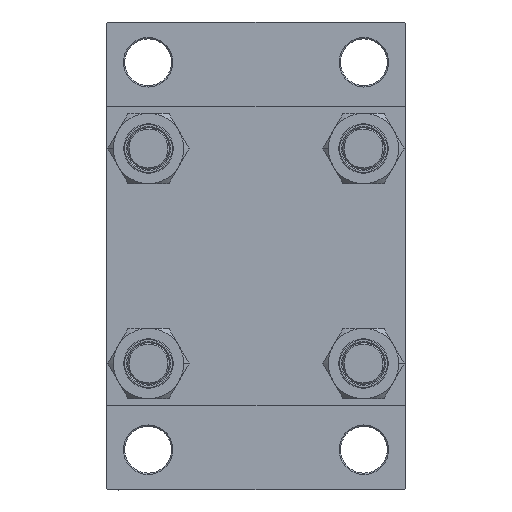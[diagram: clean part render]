
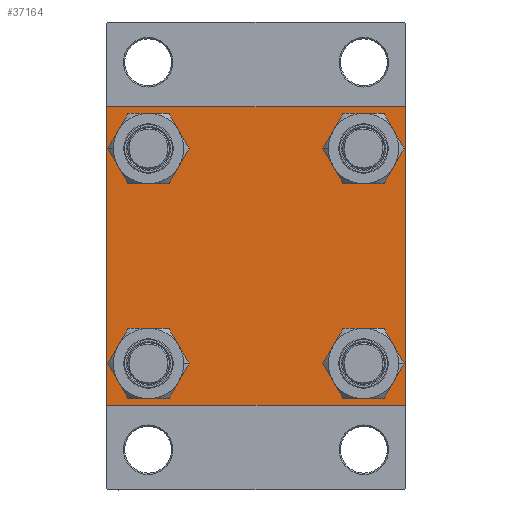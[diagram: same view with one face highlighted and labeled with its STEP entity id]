
A CAD part, left-side view. The second image highlights one B-rep face of the part: STEP entity #37164.
In plain terms, the highlighted planar face has unit normal (-1, 0, 0).
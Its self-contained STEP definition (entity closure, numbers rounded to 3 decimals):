
#748 = CARTESIAN_POINT ( 'NONE',  ( 0., 57.25, -57.25 ) ) ;
#1143 = DIRECTION ( 'NONE',  ( 0., -1., 0. ) ) ;
#1932 = AXIS2_PLACEMENT_3D ( 'NONE', #22949, #34054, #4381 ) ;
#2320 = VECTOR ( 'NONE', #4751, 1000. ) ;
#2414 = VERTEX_POINT ( 'NONE', #13931 ) ;
#2759 = CARTESIAN_POINT ( 'NONE',  ( 0., -41.35, 49.85 ) ) ;
#2809 = VECTOR ( 'NONE', #22202, 1000. ) ;
#2813 = DIRECTION ( 'NONE',  ( 1., 0., 0. ) ) ;
#4381 = DIRECTION ( 'NONE',  ( 0., 0., 1. ) ) ;
#4523 = AXIS2_PLACEMENT_3D ( 'NONE', #32969, #14393, #11248 ) ;
#4751 = DIRECTION ( 'NONE',  ( 0., 0., -1. ) ) ;
#5803 = VERTEX_POINT ( 'NONE', #25993 ) ;
#6883 = CARTESIAN_POINT ( 'NONE',  ( 0., -57.5, -57. ) ) ;
#7143 = VERTEX_POINT ( 'NONE', #2759 ) ;
#7156 = FACE_OUTER_BOUND ( 'NONE', #21006, .T. ) ;
#7889 = CARTESIAN_POINT ( 'NONE',  ( 0., 57., 57.5 ) ) ;
#9337 = DIRECTION ( 'NONE',  ( 0., 0.707, -0.707 ) ) ;
#9570 = EDGE_CURVE ( 'NONE', #30428, #25592, #39187, .T. ) ;
#9617 = CARTESIAN_POINT ( 'NONE',  ( 0., 41.35, -32.85 ) ) ;
#9749 = CARTESIAN_POINT ( 'NONE',  ( 0., 41.35, -49.85 ) ) ;
#10165 = DIRECTION ( 'NONE',  ( 0., 0., -1. ) ) ;
#10290 = AXIS2_PLACEMENT_3D ( 'NONE', #35842, #2813, #43526 ) ;
#11054 = AXIS2_PLACEMENT_3D ( 'NONE', #43531, #14622, #33188 ) ;
#11135 = VERTEX_POINT ( 'NONE', #9749 ) ;
#11163 = DIRECTION ( 'NONE',  ( 0., -0.707, 0.707 ) ) ;
#11248 = DIRECTION ( 'NONE',  ( 0., 0., 1. ) ) ;
#11808 = EDGE_CURVE ( 'NONE', #33358, #11135, #39251, .T. ) ;
#12194 = DIRECTION ( 'NONE',  ( 1., 0., 0. ) ) ;
#12204 = ORIENTED_EDGE ( 'NONE', *, *, #22144, .T. ) ;
#13053 = VERTEX_POINT ( 'NONE', #44713 ) ;
#13132 = EDGE_LOOP ( 'NONE', ( #25251, #37558 ) ) ;
#13367 = ORIENTED_EDGE ( 'NONE', *, *, #46941, .F. ) ;
#13608 = ORIENTED_EDGE ( 'NONE', *, *, #27769, .T. ) ;
#13683 = CARTESIAN_POINT ( 'NONE',  ( 0., 41.35, 49.85 ) ) ;
#13931 = CARTESIAN_POINT ( 'NONE',  ( 0., -41.35, -32.85 ) ) ;
#14030 = EDGE_CURVE ( 'NONE', #7143, #13053, #20743, .T. ) ;
#14304 = ORIENTED_EDGE ( 'NONE', *, *, #22950, .F. ) ;
#14393 = DIRECTION ( 'NONE',  ( -1., 0., 0. ) ) ;
#14408 = CARTESIAN_POINT ( 'NONE',  ( 0., 57.5, -57.5 ) ) ;
#14522 = ORIENTED_EDGE ( 'NONE', *, *, #32948, .T. ) ;
#14622 = DIRECTION ( 'NONE',  ( 1., 0., 0. ) ) ;
#14640 = PLANE ( 'NONE',  #4523 ) ;
#15206 = DIRECTION ( 'NONE',  ( 0., 0., 1. ) ) ;
#16205 = LINE ( 'NONE', #38377, #18185 ) ;
#16572 = LINE ( 'NONE', #42362, #29834 ) ;
#16723 = EDGE_LOOP ( 'NONE', ( #44007, #37440 ) ) ;
#18185 = VECTOR ( 'NONE', #45612, 1000. ) ;
#18706 = VECTOR ( 'NONE', #1143, 1000. ) ;
#18748 = LINE ( 'NONE', #44052, #2320 ) ;
#18779 = CIRCLE ( 'NONE', #11054, 8.5 ) ;
#18836 = VERTEX_POINT ( 'NONE', #39186 ) ;
#19295 = VERTEX_POINT ( 'NONE', #20459 ) ;
#19666 = CARTESIAN_POINT ( 'NONE',  ( 0., 41.35, -41.35 ) ) ;
#20295 = AXIS2_PLACEMENT_3D ( 'NONE', #26704, #34663, #37557 ) ;
#20459 = CARTESIAN_POINT ( 'NONE',  ( 0., -57., 57.5 ) ) ;
#20587 = VERTEX_POINT ( 'NONE', #41168 ) ;
#20676 = EDGE_CURVE ( 'NONE', #11135, #33358, #24917, .T. ) ;
#20743 = CIRCLE ( 'NONE', #39219, 8.5 ) ;
#20957 = LINE ( 'NONE', #14408, #37595 ) ;
#21006 = EDGE_LOOP ( 'NONE', ( #27554, #45877, #14522, #13608, #14304, #21322, #13367, #21318 ) ) ;
#21016 = CIRCLE ( 'NONE', #33331, 8.5 ) ;
#21318 = ORIENTED_EDGE ( 'NONE', *, *, #33647, .T. ) ;
#21322 = ORIENTED_EDGE ( 'NONE', *, *, #27189, .T. ) ;
#21738 = LINE ( 'NONE', #47514, #47294 ) ;
#21825 = EDGE_CURVE ( 'NONE', #18836, #2414, #26494, .T. ) ;
#21891 = DIRECTION ( 'NONE',  ( 0., 0., 1. ) ) ;
#22144 = EDGE_CURVE ( 'NONE', #13053, #7143, #18779, .T. ) ;
#22202 = DIRECTION ( 'NONE',  ( 0., -0.707, -0.707 ) ) ;
#22377 = CARTESIAN_POINT ( 'NONE',  ( 0., 41.35, 41.35 ) ) ;
#22919 = CARTESIAN_POINT ( 'NONE',  ( 0., 41.35, 41.35 ) ) ;
#22949 = CARTESIAN_POINT ( 'NONE',  ( 0., -41.35, -41.35 ) ) ;
#22950 = EDGE_CURVE ( 'NONE', #35729, #46222, #21738, .T. ) ;
#23564 = LINE ( 'NONE', #45254, #18706 ) ;
#23569 = VECTOR ( 'NONE', #11163, 1000. ) ;
#24814 = DIRECTION ( 'NONE',  ( 0., -1., 0. ) ) ;
#24917 = CIRCLE ( 'NONE', #20295, 8.5 ) ;
#25251 = ORIENTED_EDGE ( 'NONE', *, *, #25326, .T. ) ;
#25326 = EDGE_CURVE ( 'NONE', #2414, #18836, #43500, .T. ) ;
#25592 = VERTEX_POINT ( 'NONE', #33031 ) ;
#25993 = CARTESIAN_POINT ( 'NONE',  ( 0., 57.5, 57. ) ) ;
#26311 = LINE ( 'NONE', #748, #2809 ) ;
#26442 = DIRECTION ( 'NONE',  ( 0., 0., 1. ) ) ;
#26494 = CIRCLE ( 'NONE', #10290, 8.5 ) ;
#26704 = CARTESIAN_POINT ( 'NONE',  ( 0., 41.35, -41.35 ) ) ;
#26746 = DIRECTION ( 'NONE',  ( 1., 0., 0. ) ) ;
#27189 = EDGE_CURVE ( 'NONE', #35729, #19295, #16205, .T. ) ;
#27554 = ORIENTED_EDGE ( 'NONE', *, *, #40556, .T. ) ;
#27769 = EDGE_CURVE ( 'NONE', #20587, #46222, #44437, .T. ) ;
#28058 = EDGE_CURVE ( 'NONE', #33393, #33811, #26311, .T. ) ;
#28426 = AXIS2_PLACEMENT_3D ( 'NONE', #22919, #33775, #15206 ) ;
#29834 = VECTOR ( 'NONE', #9337, 1000. ) ;
#30062 = CARTESIAN_POINT ( 'NONE',  ( 0., 57., -57.5 ) ) ;
#30428 = VERTEX_POINT ( 'NONE', #13683 ) ;
#30611 = DIRECTION ( 'NONE',  ( 0., 0., 1. ) ) ;
#31690 = ORIENTED_EDGE ( 'NONE', *, *, #14030, .T. ) ;
#31700 = ORIENTED_EDGE ( 'NONE', *, *, #46879, .T. ) ;
#32948 = EDGE_CURVE ( 'NONE', #33811, #20587, #20957, .T. ) ;
#32966 = EDGE_LOOP ( 'NONE', ( #47117, #31700 ) ) ;
#32969 = CARTESIAN_POINT ( 'NONE',  ( 0., 0., 0. ) ) ;
#33031 = CARTESIAN_POINT ( 'NONE',  ( 0., 41.35, 32.85 ) ) ;
#33188 = DIRECTION ( 'NONE',  ( 0., 0., 1. ) ) ;
#33331 = AXIS2_PLACEMENT_3D ( 'NONE', #22377, #47434, #21891 ) ;
#33358 = VERTEX_POINT ( 'NONE', #9617 ) ;
#33393 = VERTEX_POINT ( 'NONE', #40948 ) ;
#33451 = FACE_BOUND ( 'NONE', #44342, .T. ) ;
#33647 = EDGE_CURVE ( 'NONE', #47665, #5803, #16572, .T. ) ;
#33686 = FACE_BOUND ( 'NONE', #16723, .T. ) ;
#33775 = DIRECTION ( 'NONE',  ( 1., 0., 0. ) ) ;
#33811 = VERTEX_POINT ( 'NONE', #30062 ) ;
#34005 = CARTESIAN_POINT ( 'NONE',  ( 0., -41.35, 41.35 ) ) ;
#34054 = DIRECTION ( 'NONE',  ( 1., 0., 0. ) ) ;
#34663 = DIRECTION ( 'NONE',  ( 1., 0., 0. ) ) ;
#35729 = VERTEX_POINT ( 'NONE', #44934 ) ;
#35842 = CARTESIAN_POINT ( 'NONE',  ( 0., -41.35, -41.35 ) ) ;
#36199 = AXIS2_PLACEMENT_3D ( 'NONE', #19666, #12194, #26442 ) ;
#36814 = FACE_BOUND ( 'NONE', #32966, .T. ) ;
#37164 = ADVANCED_FACE ( 'NONE', ( #33451, #47409, #33686, #36814, #7156 ), #14640, .T. ) ;
#37440 = ORIENTED_EDGE ( 'NONE', *, *, #20676, .T. ) ;
#37557 = DIRECTION ( 'NONE',  ( 0., 0., 1. ) ) ;
#37558 = ORIENTED_EDGE ( 'NONE', *, *, #21825, .T. ) ;
#37595 = VECTOR ( 'NONE', #24814, 1000. ) ;
#38377 = CARTESIAN_POINT ( 'NONE',  ( 0., -57.25, 57.25 ) ) ;
#39186 = CARTESIAN_POINT ( 'NONE',  ( 0., -41.35, -49.85 ) ) ;
#39187 = CIRCLE ( 'NONE', #28426, 8.5 ) ;
#39219 = AXIS2_PLACEMENT_3D ( 'NONE', #34005, #26746, #30611 ) ;
#39251 = CIRCLE ( 'NONE', #36199, 8.5 ) ;
#40556 = EDGE_CURVE ( 'NONE', #5803, #33393, #18748, .T. ) ;
#40948 = CARTESIAN_POINT ( 'NONE',  ( 0., 57.5, -57. ) ) ;
#41061 = CARTESIAN_POINT ( 'NONE',  ( 0., -57.25, -57.25 ) ) ;
#41168 = CARTESIAN_POINT ( 'NONE',  ( 0., -57., -57.5 ) ) ;
#42362 = CARTESIAN_POINT ( 'NONE',  ( 0., 57.25, 57.25 ) ) ;
#43500 = CIRCLE ( 'NONE', #1932, 8.5 ) ;
#43526 = DIRECTION ( 'NONE',  ( 0., 0., 1. ) ) ;
#43531 = CARTESIAN_POINT ( 'NONE',  ( 0., -41.35, 41.35 ) ) ;
#44007 = ORIENTED_EDGE ( 'NONE', *, *, #11808, .T. ) ;
#44052 = CARTESIAN_POINT ( 'NONE',  ( 0., 57.5, 57.5 ) ) ;
#44342 = EDGE_LOOP ( 'NONE', ( #31690, #12204 ) ) ;
#44437 = LINE ( 'NONE', #41061, #23569 ) ;
#44713 = CARTESIAN_POINT ( 'NONE',  ( 0., -41.35, 32.85 ) ) ;
#44934 = CARTESIAN_POINT ( 'NONE',  ( 0., -57.5, 57. ) ) ;
#45254 = CARTESIAN_POINT ( 'NONE',  ( 0., 57.5, 57.5 ) ) ;
#45612 = DIRECTION ( 'NONE',  ( 0., 0.707, 0.707 ) ) ;
#45877 = ORIENTED_EDGE ( 'NONE', *, *, #28058, .T. ) ;
#46222 = VERTEX_POINT ( 'NONE', #6883 ) ;
#46879 = EDGE_CURVE ( 'NONE', #25592, #30428, #21016, .T. ) ;
#46941 = EDGE_CURVE ( 'NONE', #47665, #19295, #23564, .T. ) ;
#47117 = ORIENTED_EDGE ( 'NONE', *, *, #9570, .T. ) ;
#47294 = VECTOR ( 'NONE', #10165, 1000. ) ;
#47409 = FACE_BOUND ( 'NONE', #13132, .T. ) ;
#47434 = DIRECTION ( 'NONE',  ( 1., 0., 0. ) ) ;
#47514 = CARTESIAN_POINT ( 'NONE',  ( 0., -57.5, 57.5 ) ) ;
#47665 = VERTEX_POINT ( 'NONE', #7889 ) ;
